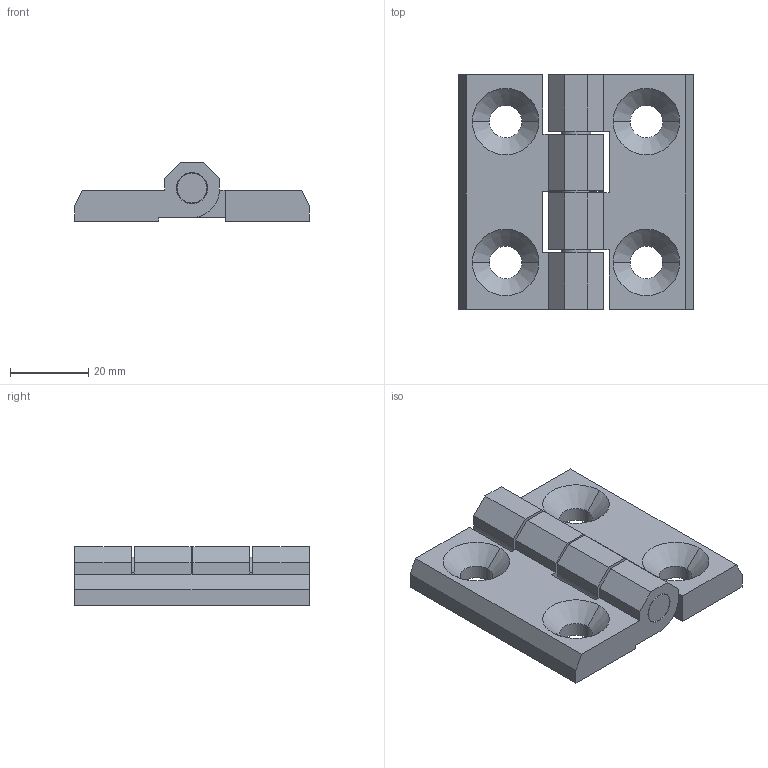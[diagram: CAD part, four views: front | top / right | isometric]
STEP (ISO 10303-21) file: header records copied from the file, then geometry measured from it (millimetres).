
FILE_DESCRIPTION (( 'STEP AP203' ), '1' );
FILE_NAME ('D16_77-60.STEP', '2021-02-25T10:31:51', ( '' ), ( '' ), 'SwSTEP 2.0', 'SolidWorks 2019', '' );
FILE_SCHEMA (( 'CONFIG_CONTROL_DESIGN' ));
Length unit declared in the file: millimetre
Products named in the file (3): D16_77-60.P2; D16_77-60.P1; D16_77-60
Assembly tree (3 placements, depth 2):
  D16_77-60
    D16_77-60.P1  x2
    D16_77-60.P2
Bounding box: 60 x 60 x 15 mm (x, y, z)
Volume: 24561.4 mm3; surface area: 14982.7 mm2
Topology: 3 solids, 3 shells, 286 faces, 807 edges, 530 vertices
Faces by surface type: cylinder 133, plane 133, torus 12, cone 8
Entity records: 8044 total; most frequent: DIRECTION 1391, CARTESIAN_POINT 1350, ORIENTED_EDGE 1338, EDGE_CURVE 669, AXIS2_PLACEMENT_3D 483, VERTEX_POINT 442, LINE 425, VECTOR 425
